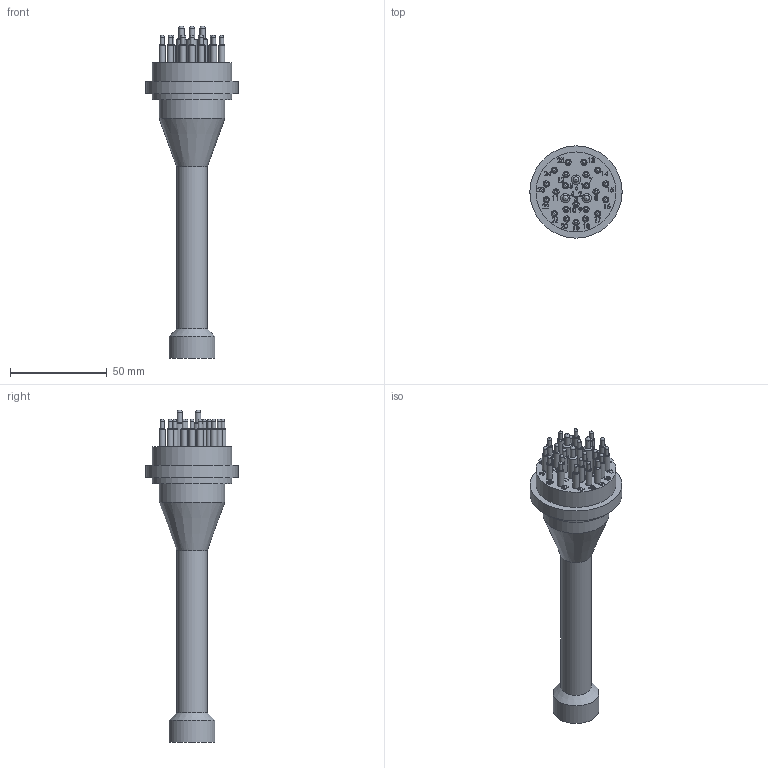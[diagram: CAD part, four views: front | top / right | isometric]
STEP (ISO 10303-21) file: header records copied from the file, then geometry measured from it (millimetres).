
FILE_DESCRIPTION(/* description */ (''),/* implementation_level */ '2;1');
FILE_NAME(/* name */ 'DC25M.stp',/* time_stamp */ '2014-12-16T08:47:02+01:00',/* author */ ('sh'),/* organization */ (''),/* preprocessor_version */ 'ST-DEVELOPER v15.2',/* originating_system */ 'Autodesk Inventor 2014',/* authorisation */ '');
FILE_SCHEMA (('AUTOMOTIVE_DESIGN { 1 0 10303 214 3 1 1 }'));
Length unit declared in the file: inch
Products named in the file (1): DC25M
Bounding box: 47.62 x 47.62 x 171.45 mm (x, y, z)
Volume: 76849.9 mm3; surface area: 21463.7 mm2
Topology: 26 solids, 26 shells, 725 faces, 1802 edges, 1208 vertices
Faces by surface type: plane 356, bspline 233, cylinder 84, cone 52
Full cylindrical faces by diameter (mm): 1.321 x22, 1.986 x22, 2.032 x3, 2.779 x3, 3.175 x22, 4.826 x3, 15.875 x1, 23.724 x1, 34.036 x1, 41.275 x2, 47.625 x1
Entity records: 32662 total; most frequent: CARTESIAN_POINT 17748, ORIENTED_EDGE 3184, DIRECTION 2390, EDGE_CURVE 1592, VERTEX_POINT 1131, EDGE_LOOP 937, LINE 880, VECTOR 880
